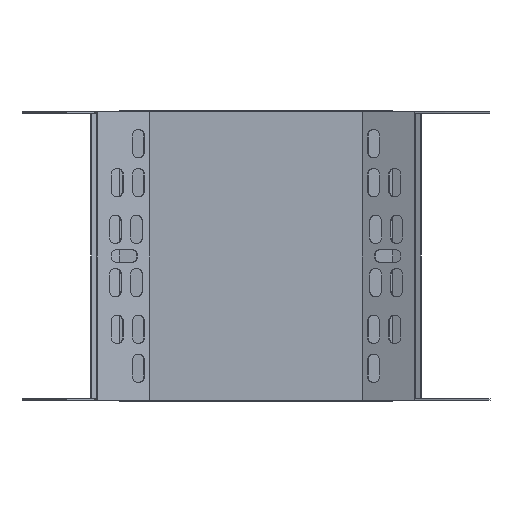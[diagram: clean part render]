
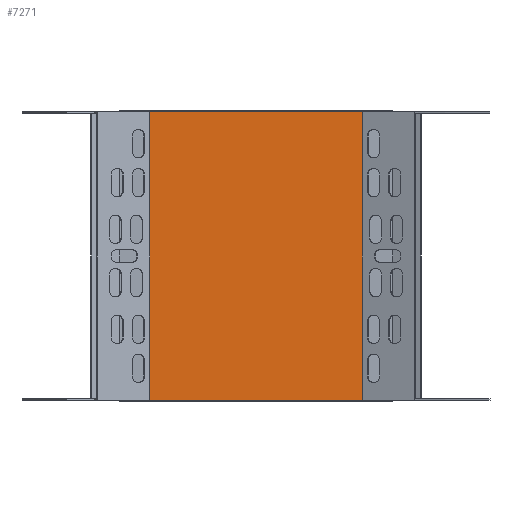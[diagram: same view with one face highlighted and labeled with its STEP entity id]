
A CAD part, front view. The second image highlights one B-rep face of the part: STEP entity #7271.
In plain terms, the highlighted planar face has unit normal (0, -1, 0).
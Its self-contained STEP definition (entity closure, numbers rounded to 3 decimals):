
#180 = CARTESIAN_POINT ( 'NONE',  ( -55.75, -81., 75.8 ) ) ;
#309 = LINE ( 'NONE', #1916, #5494 ) ;
#612 = VERTEX_POINT ( 'NONE', #180 ) ;
#632 = VECTOR ( 'NONE', #2103, 1000. ) ;
#752 = ORIENTED_EDGE ( 'NONE', *, *, #5282, .T. ) ;
#1489 = EDGE_LOOP ( 'NONE', ( #3383, #4508, #752, #1615 ) ) ;
#1615 = ORIENTED_EDGE ( 'NONE', *, *, #3469, .T. ) ;
#1907 = PLANE ( 'NONE',  #7990 ) ;
#1916 = CARTESIAN_POINT ( 'NONE',  ( 56.881, -81., 75.8 ) ) ;
#2103 = DIRECTION ( 'NONE',  ( 1., 0., 0. ) ) ;
#2142 = VERTEX_POINT ( 'NONE', #3281 ) ;
#2260 = VECTOR ( 'NONE', #3165, 1000. ) ;
#2283 = DIRECTION ( 'NONE',  ( 0., 0., 1. ) ) ;
#2429 = LINE ( 'NONE', #6824, #632 ) ;
#2543 = CARTESIAN_POINT ( 'NONE',  ( 55.75, -81., 75.8 ) ) ;
#2583 = CARTESIAN_POINT ( 'NONE',  ( -55.75, -81., -74. ) ) ;
#2606 = DIRECTION ( 'NONE',  ( 0., -1., 0. ) ) ;
#3165 = DIRECTION ( 'NONE',  ( 0., 0., 1. ) ) ;
#3191 = EDGE_CURVE ( 'NONE', #2142, #6218, #2429, .T. ) ;
#3212 = FACE_OUTER_BOUND ( 'NONE', #1489, .T. ) ;
#3262 = DIRECTION ( 'NONE',  ( -1., 0., 0. ) ) ;
#3281 = CARTESIAN_POINT ( 'NONE',  ( -55.75, -81., -75.8 ) ) ;
#3383 = ORIENTED_EDGE ( 'NONE', *, *, #8452, .F. ) ;
#3424 = CARTESIAN_POINT ( 'NONE',  ( 55.75, -81., -75.8 ) ) ;
#3469 = EDGE_CURVE ( 'NONE', #3791, #612, #309, .T. ) ;
#3791 = VERTEX_POINT ( 'NONE', #2543 ) ;
#4048 = LINE ( 'NONE', #7881, #2260 ) ;
#4508 = ORIENTED_EDGE ( 'NONE', *, *, #3191, .T. ) ;
#4985 = CARTESIAN_POINT ( 'NONE',  ( -55.75, -81., -74. ) ) ;
#5282 = EDGE_CURVE ( 'NONE', #6218, #3791, #4048, .T. ) ;
#5494 = VECTOR ( 'NONE', #3262, 1000. ) ;
#6218 = VERTEX_POINT ( 'NONE', #3424 ) ;
#6801 = VECTOR ( 'NONE', #2283, 1000. ) ;
#6824 = CARTESIAN_POINT ( 'NONE',  ( -56.881, -81., -75.8 ) ) ;
#7223 = LINE ( 'NONE', #4985, #6801 ) ;
#7271 = ADVANCED_FACE ( 'NONE', ( #3212 ), #1907, .T. ) ;
#7342 = DIRECTION ( 'NONE',  ( -1., 0., 0. ) ) ;
#7881 = CARTESIAN_POINT ( 'NONE',  ( 55.75, -81., -74. ) ) ;
#7990 = AXIS2_PLACEMENT_3D ( 'NONE', #2583, #2606, #7342 ) ;
#8452 = EDGE_CURVE ( 'NONE', #2142, #612, #7223, .T. ) ;
